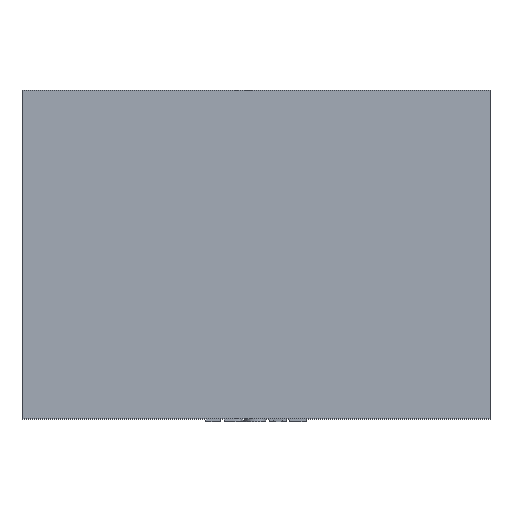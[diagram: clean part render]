
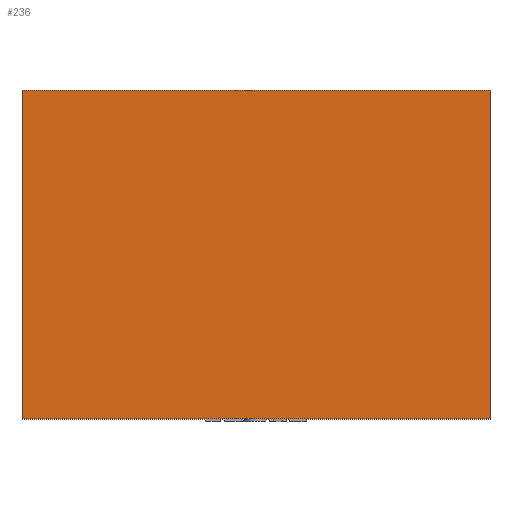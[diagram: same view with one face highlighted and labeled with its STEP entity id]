
A CAD part, top view. The second image highlights one B-rep face of the part: STEP entity #236.
In plain terms, the highlighted planar face has unit normal (0, 0, 1).
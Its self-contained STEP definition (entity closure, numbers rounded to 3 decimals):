
#236 = ADVANCED_FACE( '', ( #652 ), #653, .F. );
#652 = FACE_OUTER_BOUND( '', #2772, .T. );
#653 = PLANE( '', #2773 );
#2772 = EDGE_LOOP( '', ( #4563, #4564, #4565, #4566 ) );
#2773 = AXIS2_PLACEMENT_3D( '', #4567, #4568, #4569 );
#4563 = ORIENTED_EDGE( '', *, *, #5167, .T. );
#4564 = ORIENTED_EDGE( '', *, *, #4699, .F. );
#4565 = ORIENTED_EDGE( '', *, *, #5120, .F. );
#4566 = ORIENTED_EDGE( '', *, *, #5013, .T. );
#4567 = CARTESIAN_POINT( '', ( 266.7, -187.325, 53.975 ) );
#4568 = DIRECTION( '', ( 0., 0., -1. ) );
#4569 = DIRECTION( '', ( -1., 0., 0. ) );
#4699 = EDGE_CURVE( '', #5192, #5187, #5194, .T. );
#5013 = EDGE_CURVE( '', #5716, #5714, #5717, .T. );
#5120 = EDGE_CURVE( '', #5716, #5192, #5881, .T. );
#5167 = EDGE_CURVE( '', #5714, #5187, #5946, .T. );
#5187 = VERTEX_POINT( '', #5968 );
#5192 = VERTEX_POINT( '', #5975 );
#5194 = LINE( '', #5978, #5979 );
#5714 = VERTEX_POINT( '', #7791 );
#5716 = VERTEX_POINT( '', #7794 );
#5717 = LINE( '', #7795, #7796 );
#5881 = LINE( '', #8269, #8270 );
#5946 = LINE( '', #8381, #8382 );
#5968 = CARTESIAN_POINT( '', ( -266.7, 187.325, 53.975 ) );
#5975 = CARTESIAN_POINT( '', ( -266.7, -187.325, 53.975 ) );
#5978 = CARTESIAN_POINT( '', ( -266.7, -187.325, 53.975 ) );
#5979 = VECTOR( '', #8428, 1000. );
#7791 = CARTESIAN_POINT( '', ( 266.7, 187.325, 53.975 ) );
#7794 = CARTESIAN_POINT( '', ( 266.7, -187.325, 53.975 ) );
#7795 = CARTESIAN_POINT( '', ( 266.7, -187.325, 53.975 ) );
#7796 = VECTOR( '', #8740, 1000. );
#8269 = CARTESIAN_POINT( '', ( 266.7, -187.325, 53.975 ) );
#8270 = VECTOR( '', #8851, 1000. );
#8381 = CARTESIAN_POINT( '', ( 266.7, 187.325, 53.975 ) );
#8382 = VECTOR( '', #8880, 1000. );
#8428 = DIRECTION( '', ( 0., 1., 0. ) );
#8740 = DIRECTION( '', ( 0., 1., 0. ) );
#8851 = DIRECTION( '', ( -1., 0., 0. ) );
#8880 = DIRECTION( '', ( -1., 0., 0. ) );
